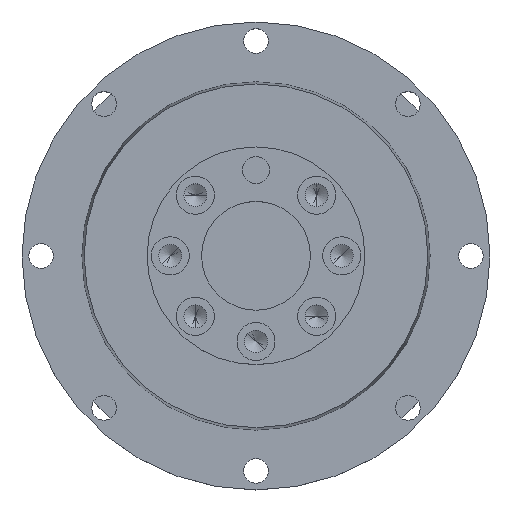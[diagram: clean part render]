
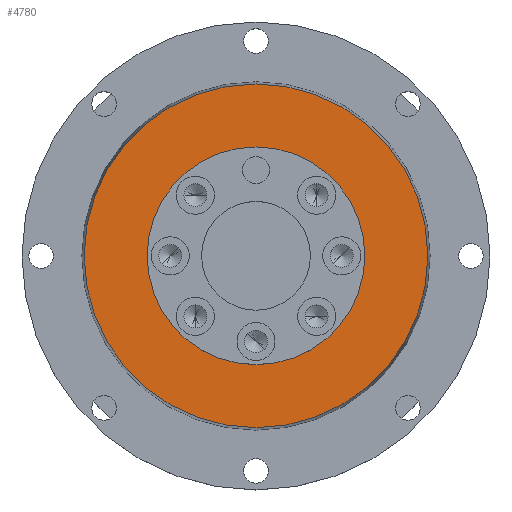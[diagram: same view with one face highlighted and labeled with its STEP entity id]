
A CAD part, top view. The second image highlights one B-rep face of the part: STEP entity #4780.
In plain terms, the highlighted planar face has unit normal (0, 0, 1).
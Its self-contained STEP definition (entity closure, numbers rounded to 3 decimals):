
#52 = CARTESIAN_POINT ( 'NONE',  ( 20., 0., 36.5 ) ) ;
#803 = AXIS2_PLACEMENT_3D ( 'NONE', #5423, #1380, #6107 ) ;
#831 = EDGE_CURVE ( 'NONE', #7454, #4637, #2496, .T. ) ;
#961 = VERTEX_POINT ( 'NONE', #1983 ) ;
#980 = CARTESIAN_POINT ( 'NONE',  ( 0., 0., 36.5 ) ) ;
#1086 = FACE_BOUND ( 'NONE', #3691, .T. ) ;
#1280 = CARTESIAN_POINT ( 'NONE',  ( 31.585, 0., 36.5 ) ) ;
#1380 = DIRECTION ( 'NONE',  ( 0., 0., 1. ) ) ;
#1670 = DIRECTION ( 'NONE',  ( 1., 0., 0. ) ) ;
#1983 = CARTESIAN_POINT ( 'NONE',  ( -31.585, 0., 36.5 ) ) ;
#2298 = CIRCLE ( 'NONE', #8743, 31.585 ) ;
#2321 = CARTESIAN_POINT ( 'NONE',  ( 0., 0., 36.5 ) ) ;
#2496 = CIRCLE ( 'NONE', #5728, 20. ) ;
#2742 = EDGE_CURVE ( 'NONE', #8396, #961, #3972, .T. ) ;
#2999 = DIRECTION ( 'NONE',  ( 1., 0., 0. ) ) ;
#3007 = EDGE_CURVE ( 'NONE', #961, #8396, #2298, .T. ) ;
#3370 = CIRCLE ( 'NONE', #803, 20. ) ;
#3547 = CARTESIAN_POINT ( 'NONE',  ( 0., 0., 36.5 ) ) ;
#3691 = EDGE_LOOP ( 'NONE', ( #5625, #6502 ) ) ;
#3972 = CIRCLE ( 'NONE', #6673, 31.585 ) ;
#4225 = DIRECTION ( 'NONE',  ( 1., 0., 0. ) ) ;
#4273 = CARTESIAN_POINT ( 'NONE',  ( 0., 31.585, 36.5 ) ) ;
#4522 = EDGE_LOOP ( 'NONE', ( #5015, #8442 ) ) ;
#4637 = VERTEX_POINT ( 'NONE', #52 ) ;
#4648 = FACE_OUTER_BOUND ( 'NONE', #4522, .T. ) ;
#4780 = ADVANCED_FACE ( 'NONE', ( #1086, #4648 ), #4955, .F. ) ;
#4955 = PLANE ( 'NONE',  #6419 ) ;
#5015 = ORIENTED_EDGE ( 'NONE', *, *, #3007, .T. ) ;
#5423 = CARTESIAN_POINT ( 'NONE',  ( 0., 0., 36.5 ) ) ;
#5527 = CARTESIAN_POINT ( 'NONE',  ( -20., 0., 36.5 ) ) ;
#5625 = ORIENTED_EDGE ( 'NONE', *, *, #6435, .F. ) ;
#5657 = DIRECTION ( 'NONE',  ( -1., 0., 0. ) ) ;
#5695 = DIRECTION ( 'NONE',  ( 0., 0., 1. ) ) ;
#5728 = AXIS2_PLACEMENT_3D ( 'NONE', #3547, #8279, #4225 ) ;
#6107 = DIRECTION ( 'NONE',  ( 1., 0., 0. ) ) ;
#6419 = AXIS2_PLACEMENT_3D ( 'NONE', #4273, #7653, #5657 ) ;
#6435 = EDGE_CURVE ( 'NONE', #4637, #7454, #3370, .T. ) ;
#6502 = ORIENTED_EDGE ( 'NONE', *, *, #831, .F. ) ;
#6673 = AXIS2_PLACEMENT_3D ( 'NONE', #2321, #7062, #2999 ) ;
#7062 = DIRECTION ( 'NONE',  ( 0., 0., 1. ) ) ;
#7454 = VERTEX_POINT ( 'NONE', #5527 ) ;
#7653 = DIRECTION ( 'NONE',  ( 0., 0., -1. ) ) ;
#8279 = DIRECTION ( 'NONE',  ( 0., 0., 1. ) ) ;
#8396 = VERTEX_POINT ( 'NONE', #1280 ) ;
#8442 = ORIENTED_EDGE ( 'NONE', *, *, #2742, .T. ) ;
#8743 = AXIS2_PLACEMENT_3D ( 'NONE', #980, #5695, #1670 ) ;
